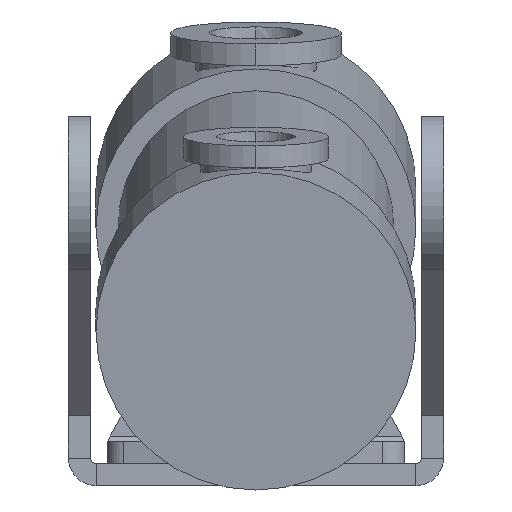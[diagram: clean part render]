
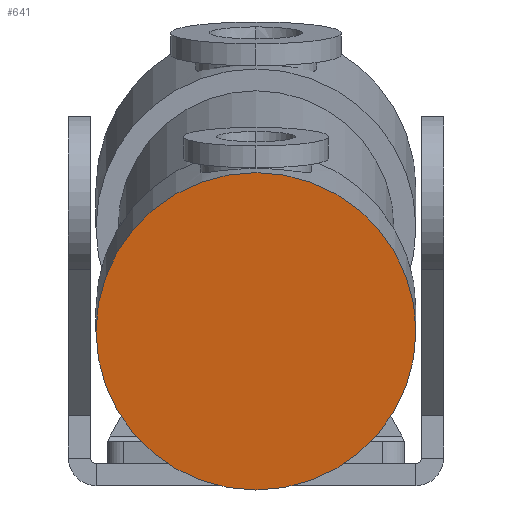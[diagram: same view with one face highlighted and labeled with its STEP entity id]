
A CAD part, left-side view. The second image highlights one B-rep face of the part: STEP entity #641.
In plain terms, the highlighted face is planar.
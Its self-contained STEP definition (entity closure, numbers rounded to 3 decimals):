
#216 = EDGE_CURVE ( 'NONE', #25226, #22966, #6915, .T. ) ;
#492 = CIRCLE ( 'NONE', #18100, 14.5 ) ;
#641 = ADVANCED_FACE ( 'NONE', ( #7154 ), #2929, .F. ) ;
#2205 = DIRECTION ( 'NONE',  ( 0., 0., 1. ) ) ;
#2209 = DIRECTION ( 'NONE',  ( -1., 0., 0. ) ) ;
#2215 = CARTESIAN_POINT ( 'NONE',  ( 101.5, 0., 0. ) ) ;
#2925 = CARTESIAN_POINT ( 'NONE',  ( 101.5, 14.5, 0. ) ) ;
#2929 = PLANE ( 'NONE',  #12031 ) ;
#2931 = DIRECTION ( 'NONE',  ( -1., 0., 0. ) ) ;
#2932 = DIRECTION ( 'NONE',  ( 0., 0., 1. ) ) ;
#6915 = CIRCLE ( 'NONE', #12061, 14.5 ) ;
#7154 = FACE_OUTER_BOUND ( 'NONE', #26395, .T. ) ;
#8810 = ORIENTED_EDGE ( 'NONE', *, *, #216, .F. ) ;
#8811 = ORIENTED_EDGE ( 'NONE', *, *, #10510, .F. ) ;
#10510 = EDGE_CURVE ( 'NONE', #22966, #25226, #492, .T. ) ;
#12031 = AXIS2_PLACEMENT_3D ( 'NONE', #2925, #2931, #2932 ) ;
#12061 = AXIS2_PLACEMENT_3D ( 'NONE', #2215, #2209, #2205 ) ;
#18100 = AXIS2_PLACEMENT_3D ( 'NONE', #20853, #20854, #20855 ) ;
#20853 = CARTESIAN_POINT ( 'NONE',  ( 101.5, 0., 0. ) ) ;
#20854 = DIRECTION ( 'NONE',  ( -1., 0., 0. ) ) ;
#20855 = DIRECTION ( 'NONE',  ( 0., 0., 1. ) ) ;
#21431 = CARTESIAN_POINT ( 'NONE',  ( 101.5, 0., 14.5 ) ) ;
#22966 = VERTEX_POINT ( 'NONE', #24747 ) ;
#24747 = CARTESIAN_POINT ( 'NONE',  ( 101.5, 0., -14.5 ) ) ;
#25226 = VERTEX_POINT ( 'NONE', #21431 ) ;
#26395 = EDGE_LOOP ( 'NONE', ( #8810, #8811 ) ) ;
